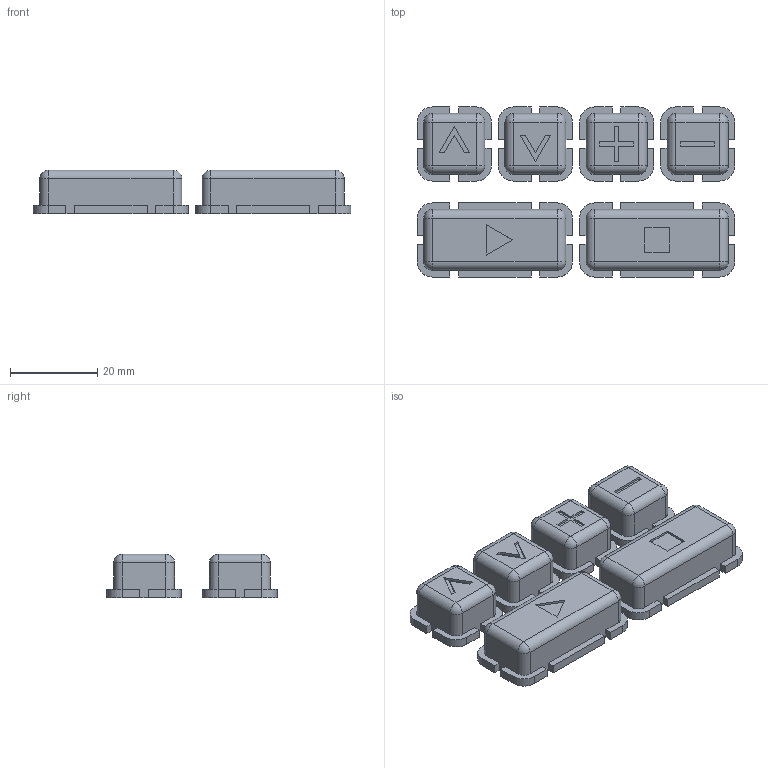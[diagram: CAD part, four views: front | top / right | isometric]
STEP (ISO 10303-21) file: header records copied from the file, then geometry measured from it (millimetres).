
FILE_DESCRIPTION(/* description */ (''),/* implementation_level */ '2;1');
FILE_NAME(/* name */ 'Buttons.step',/* time_stamp */ '2020-12-19T10:20:53+01:00',/* author */ (''),/* organization */ (''),/* preprocessor_version */ 'ST-DEVELOPER v18.1',/* originating_system */ 'Autodesk Translation Framework v9.7.0.1280',/* authorisation */ '');
FILE_SCHEMA (('AUTOMOTIVE_DESIGN { 1 0 10303 214 3 1 1 }'));
Length unit declared in the file: millimetre
Products named in the file (1): Buttons
Bounding box: 72.8 x 39 x 10 mm (x, y, z)
Volume: 10145 mm3; surface area: 11325.7 mm2
Topology: 6 solids, 6 shells, 433 faces, 1049 edges, 652 vertices
Faces by surface type: plane 255, cylinder 131, sphere 47
Full cylindrical faces by diameter (mm): 3.5 x6, 5.5 x6
Entity records: 12483 total; most frequent: DIRECTION 2178, CARTESIAN_POINT 2135, ORIENTED_EDGE 2098, EDGE_CURVE 1049, LINE 788, VECTOR 788, AXIS2_PLACEMENT_3D 695, VERTEX_POINT 652
